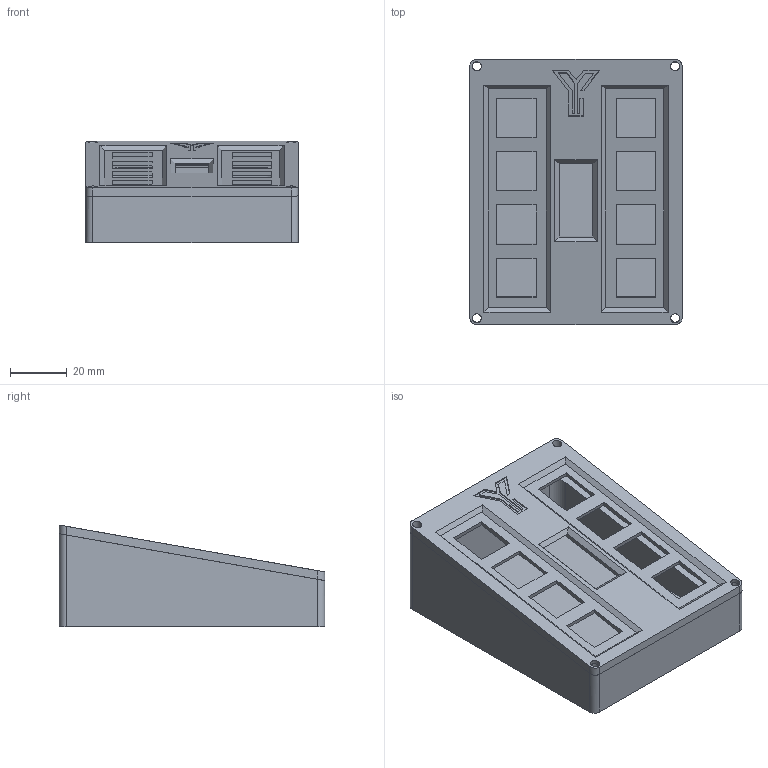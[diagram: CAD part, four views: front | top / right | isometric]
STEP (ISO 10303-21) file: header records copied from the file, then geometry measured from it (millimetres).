
FILE_DESCRIPTION(/* description */ ('','CAx-IF Rec.Pracs.---Representation and Presentation of Product Manufacturing Information (PMI)---4.0---2014-10-13'),/* implementation_level */ '2;1');
FILE_NAME(/* name */ 'Case.step',/* time_stamp */ '2025-07-25T16:19:31+05:30',/* author */ (''),/* organization */ (''),/* preprocessor_version */ 'ST-DEVELOPER v20',/* originating_system */ 'Autodesk Translation Framework v13.20.0.188',/* authorisation */ '');
FILE_SCHEMA (('AP242_MANAGED_MODEL_BASED_3D_ENGINEERING_MIM_LF { 1 0 10303 442 1 1 4 }'));
Length unit declared in the file: millimetre
Products named in the file (3): Case; Component21; Component22
Assembly tree (2 placements, depth 2):
  Case
    Component21
    Component22
Bounding box: 75 x 93.71 x 35.94 mm (x, y, z)
Volume: 85173.8 mm3; surface area: 41361 mm2
Topology: 2 solids, 2 shells, 139 faces, 388 edges, 258 vertices
Faces by surface type: plane 105, cylinder 32, bspline 2
Full cylindrical faces by diameter (mm): 3.2 x8
Entity records: 4629 total; most frequent: CARTESIAN_POINT 824, ORIENTED_EDGE 776, DIRECTION 742, EDGE_CURVE 388, LINE 318, VECTOR 318, VERTEX_POINT 258, AXIS2_PLACEMENT_3D 212
